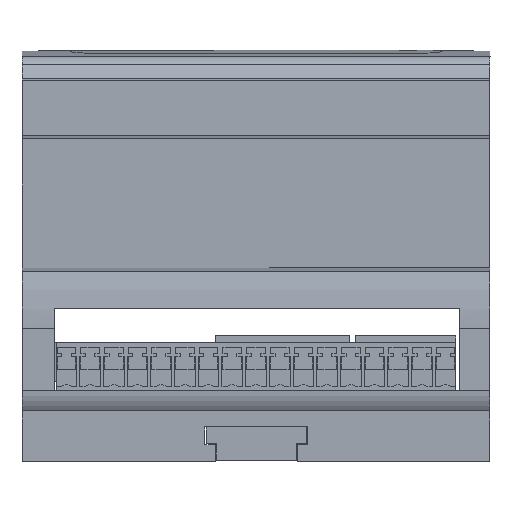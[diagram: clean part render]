
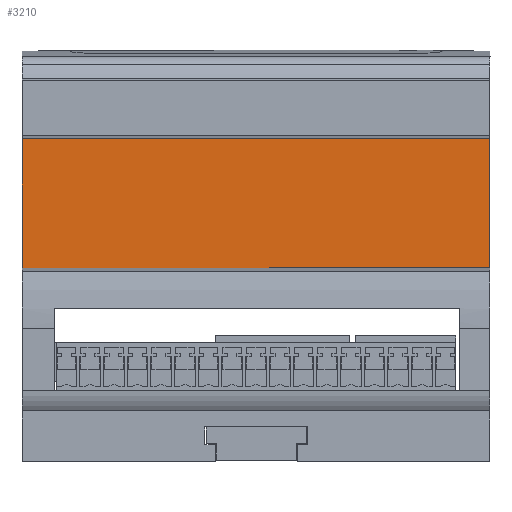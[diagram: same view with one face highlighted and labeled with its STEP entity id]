
A CAD part, front view. The second image highlights one B-rep face of the part: STEP entity #3210.
In plain terms, the highlighted planar face has unit normal (0, -1, 0).
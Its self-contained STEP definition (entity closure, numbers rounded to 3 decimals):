
#119=DIRECTION('',(0.,0.,1.));
#120=VECTOR('',#119,19.324);
#121=CARTESIAN_POINT('',(2.03,19.75,-32.676));
#122=LINE('',#121,#120);
#531=DIRECTION('',(0.,0.,1.));
#532=VECTOR('',#531,19.324);
#533=CARTESIAN_POINT('',(72.131,19.75,-32.675));
#534=LINE('',#533,#532);
#962=DIRECTION('',(1.,0.,0.));
#963=VECTOR('',#962,70.101);
#964=CARTESIAN_POINT('',(2.03,19.75,-13.353));
#965=LINE('',#964,#963);
#966=DIRECTION('',(1.,0.,0.));
#967=VECTOR('',#966,70.1);
#968=CARTESIAN_POINT('',(2.03,19.75,-32.676));
#969=LINE('',#968,#967);
#1692=CARTESIAN_POINT('',(2.03,19.75,-32.676));
#1693=VERTEX_POINT('',#1692);
#1694=CARTESIAN_POINT('',(2.03,19.75,-13.353));
#1695=VERTEX_POINT('',#1694);
#1757=CARTESIAN_POINT('',(72.131,19.75,-32.675));
#1758=VERTEX_POINT('',#1757);
#1759=CARTESIAN_POINT('',(72.131,19.75,-13.351));
#1760=VERTEX_POINT('',#1759);
#3198=CARTESIAN_POINT('',(2.03,19.75,-32.676));
#3199=DIRECTION('',(0.,-1.,0.));
#3200=DIRECTION('',(0.,0.,1.));
#3201=AXIS2_PLACEMENT_3D('',#3198,#3199,#3200);
#3202=PLANE('',#3201);
#3203=ORIENTED_EDGE('',*,*,#2180,.T.);
#3204=ORIENTED_EDGE('',*,*,#3193,.T.);
#3205=ORIENTED_EDGE('',*,*,#2741,.F.);
#3207=ORIENTED_EDGE('',*,*,#3206,.F.);
#3208=EDGE_LOOP('',(#3203,#3204,#3205,#3207));
#3209=FACE_OUTER_BOUND('',#3208,.F.);
#2180=EDGE_CURVE('',#1693,#1695,#122,.T.);
#2741=EDGE_CURVE('',#1758,#1760,#534,.T.);
#3193=EDGE_CURVE('',#1695,#1760,#965,.T.);
#3206=EDGE_CURVE('',#1693,#1758,#969,.T.);
#3210=ADVANCED_FACE('',(#3209),#3202,.T.);
